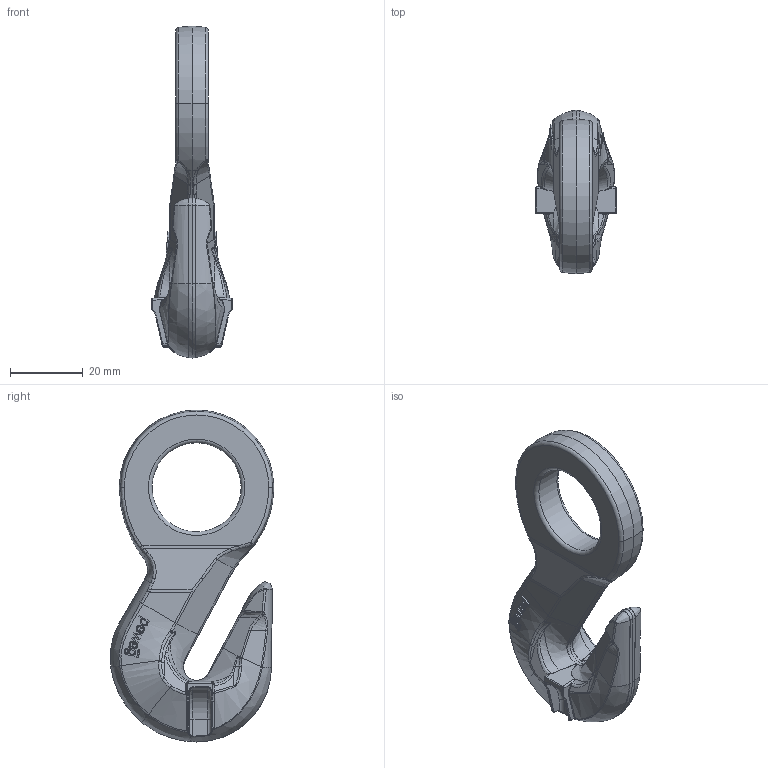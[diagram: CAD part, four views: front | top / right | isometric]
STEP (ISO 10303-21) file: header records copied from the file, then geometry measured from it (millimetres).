
FILE_DESCRIPTION(/* description */ (''),/* implementation_level */ '2;1');
FILE_NAME(/* name */ 'pewag_PWI_5_6-6.stp',/* time_stamp */ '2022-07-01T17:19:12+02:00',/* author */ (''),/* organization */ (''),/* preprocessor_version */ 'ST-DEVELOPER v16',/* originating_system */ 'SIEMENS PLM Software NX 11.0',/* authorisation */ '');
FILE_SCHEMA (('AUTOMOTIVE_DESIGN { 1 0 10303 214 3 1 1 1 }'));
Length unit declared in the file: millimetre
Products named in the file (1): KSE76E0C955cem9
Bounding box: 22 x 45.02 x 91.25 mm (x, y, z)
Volume: 26320.9 mm3; surface area: 8516.7 mm2
Topology: 1 solids, 1 shells, 668 faces, 1644 edges, 971 vertices
Faces by surface type: bspline 253, plane 146, extrusion 112, cylinder 83, torus 26, cone 26, sphere 20, revolution 2
Full cylindrical faces by diameter (mm): 24.5 x1
Entity records: 30156 total; most frequent: CARTESIAN_POINT 17042, ORIENTED_EDGE 3246, DIRECTION 1759, EDGE_CURVE 1623, B_SPLINE_CURVE_WITH_KNOTS 1041, VERTEX_POINT 969, EDGE_LOOP 698, ADVANCED_FACE 668
